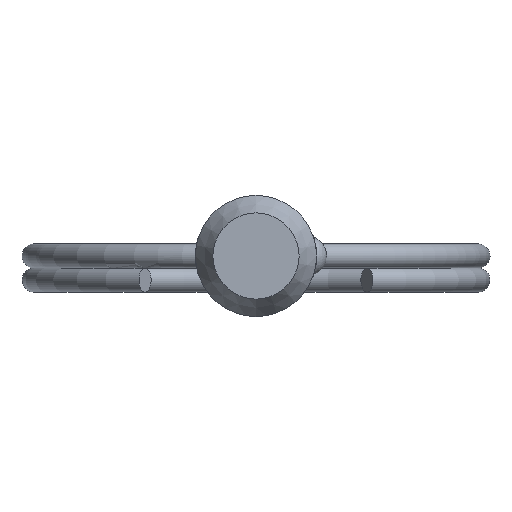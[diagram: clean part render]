
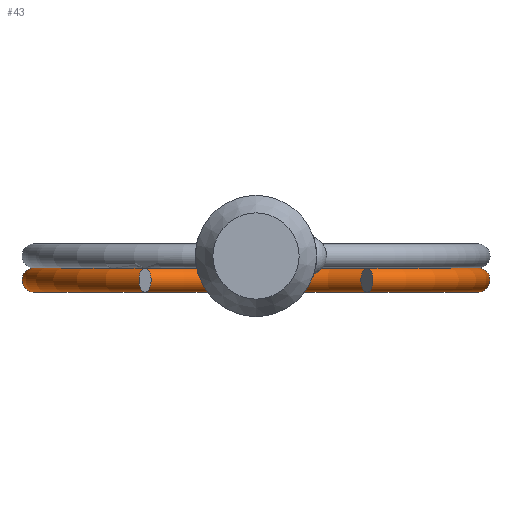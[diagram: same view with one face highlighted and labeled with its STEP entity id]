
A CAD part, front view. The second image highlights one B-rep face of the part: STEP entity #43.
In plain terms, the highlighted toroidal (fillet/blend) face has major radius 10.98 mm and minor radius 0.6 mm.
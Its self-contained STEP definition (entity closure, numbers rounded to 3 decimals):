
#43 = ADVANCED_FACE( '', ( #95, #96 ), #97, .T. );
#95 = FACE_BOUND( '', #155, .T. );
#96 = FACE_OUTER_BOUND( '', #156, .T. );
#97 = TOROIDAL_SURFACE( '', #157, 10.98, 0.6 );
#155 = VERTEX_LOOP( '', #215 );
#156 = EDGE_LOOP( '', ( #216, #217, #218, #219 ) );
#157 = AXIS2_PLACEMENT_3D( '', #220, #221, #222 );
#215 = VERTEX_POINT( '', #292 );
#216 = ORIENTED_EDGE( '', *, *, #293, .F. );
#217 = ORIENTED_EDGE( '', *, *, #294, .T. );
#218 = ORIENTED_EDGE( '', *, *, #295, .T. );
#219 = ORIENTED_EDGE( '', *, *, #296, .T. );
#220 = CARTESIAN_POINT( '', ( 0., 48.5, -1.19 ) );
#221 = DIRECTION( '', ( 0., 0., -1. ) );
#222 = DIRECTION( '', ( -1., 0., 0. ) );
#292 = CARTESIAN_POINT( '', ( -11.58, 48.5, -1.19 ) );
#293 = EDGE_CURVE( '', #330, #331, #332, .T. );
#294 = EDGE_CURVE( '', #330, #333, #334, .T. );
#295 = EDGE_CURVE( '', #333, #335, #336, .T. );
#296 = EDGE_CURVE( '', #335, #331, #337, .T. );
#330 = VERTEX_POINT( '', #472 );
#331 = VERTEX_POINT( '', #473 );
#332 = CIRCLE( '', #474, 0.6 );
#333 = VERTEX_POINT( '', #475 );
#334 = CIRCLE( '', #476, 10.903 );
#335 = VERTEX_POINT( '', #477 );
#336 = CIRCLE( '', #478, 0.6 );
#337 = CIRCLE( '', #479, 11.057 );
#472 = CARTESIAN_POINT( '', ( 5.451, 39.058, -0.595 ) );
#473 = CARTESIAN_POINT( '', ( 5.529, 38.924, -0.595 ) );
#474 = AXIS2_PLACEMENT_3D( '', #550, #551, #552 );
#475 = CARTESIAN_POINT( '', ( -5.451, 39.058, -0.595 ) );
#476 = AXIS2_PLACEMENT_3D( '', #553, #554, #555 );
#477 = CARTESIAN_POINT( '', ( -5.529, 38.924, -0.595 ) );
#478 = AXIS2_PLACEMENT_3D( '', #556, #557, #558 );
#479 = AXIS2_PLACEMENT_3D( '', #559, #560, #561 );
#550 = CARTESIAN_POINT( '', ( 5.49, 38.991, -1.19 ) );
#551 = DIRECTION( '', ( -0.866, -0.5, 0. ) );
#552 = DIRECTION( '', ( 0., 0., -1. ) );
#553 = CARTESIAN_POINT( '', ( 0., 48.5, -0.595 ) );
#554 = DIRECTION( '', ( 0., 0., 1. ) );
#555 = DIRECTION( '', ( 1., 0., 0. ) );
#556 = CARTESIAN_POINT( '', ( -5.49, 38.991, -1.19 ) );
#557 = DIRECTION( '', ( -0.866, 0.5, 0. ) );
#558 = DIRECTION( '', ( 0., 0., -1. ) );
#559 = CARTESIAN_POINT( '', ( 0., 48.5, -0.595 ) );
#560 = DIRECTION( '', ( 0., 0., -1. ) );
#561 = DIRECTION( '', ( -1., 0., 0. ) );
